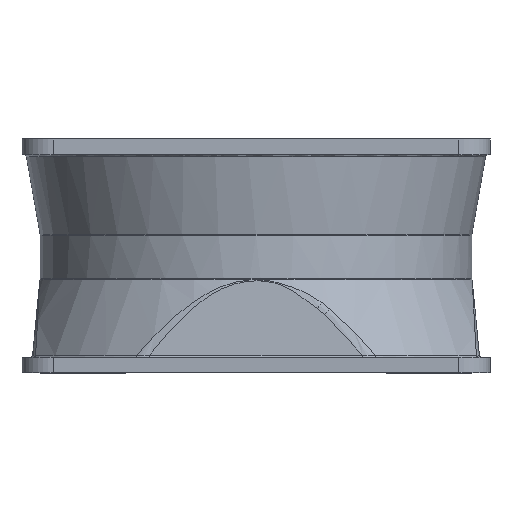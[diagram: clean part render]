
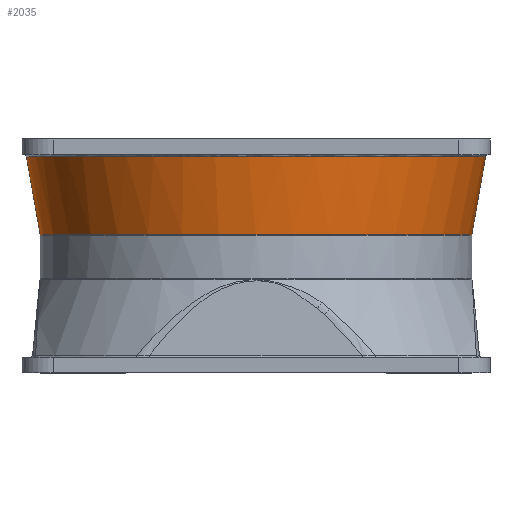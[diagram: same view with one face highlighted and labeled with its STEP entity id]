
A CAD part, front view. The second image highlights one B-rep face of the part: STEP entity #2035.
In plain terms, the highlighted free-form (B-spline) face has degree [1, 3] with [2, 4] control points.
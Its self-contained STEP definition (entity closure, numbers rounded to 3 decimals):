
#482 = EDGE_CURVE ( 'NONE', #26887, #22777, #11432, .T. ) ;
#1889 =( BOUNDED_SURFACE ( )  B_SPLINE_SURFACE ( 1, 3, ( 
 ( #25140, #33873, #4514, #19185 ),
 ( #4766, #10023, #10386, #30796 ) ),
 .UNSPECIFIED., .F., .F., .F. ) 
 B_SPLINE_SURFACE_WITH_KNOTS ( ( 2, 2 ),
 ( 4, 4 ),
 ( 0., 1. ),
 ( 0., 1. ),
 .UNSPECIFIED. ) 
 GEOMETRIC_REPRESENTATION_ITEM ( )  RATIONAL_B_SPLINE_SURFACE ( (
 ( 1., 0.333, 0.333, 1.),
 ( 1., 0.333, 0.333, 1.) ) ) 
 REPRESENTATION_ITEM ( '' )  SURFACE ( )  );
#2035 = ADVANCED_FACE ( 'NONE', ( #31629 ), #1889, .F. ) ;
#4514 = CARTESIAN_POINT ( 'NONE',  ( 83.015, -166.03, -36.914 ) ) ;
#4766 = CARTESIAN_POINT ( 'NONE',  ( -88.32, 0., -6.826 ) ) ;
#5739 = CARTESIAN_POINT ( 'NONE',  ( -83.015, 0., -36.914 ) ) ;
#5748 = DIRECTION ( 'NONE',  ( 0.174, 0., -0.985 ) ) ;
#5786 = EDGE_LOOP ( 'NONE', ( #6932, #8465, #35822, #36442 ) ) ;
#6932 = ORIENTED_EDGE ( 'NONE', *, *, #20816, .T. ) ;
#8190 = VECTOR ( 'NONE', #5748, 1000. ) ;
#8465 = ORIENTED_EDGE ( 'NONE', *, *, #482, .T. ) ;
#8688 = CARTESIAN_POINT ( 'NONE',  ( -83.015, 0., -36.914 ) ) ;
#10023 = CARTESIAN_POINT ( 'NONE',  ( -88.32, -176.641, -6.826 ) ) ;
#10386 = CARTESIAN_POINT ( 'NONE',  ( 88.32, -176.641, -6.826 ) ) ;
#11432 =( BOUNDED_CURVE ( )  B_SPLINE_CURVE ( 3, ( #34854, #11744, #20272, #20523 ),
 .UNSPECIFIED., .F., .F. ) 
 B_SPLINE_CURVE_WITH_KNOTS ( ( 4, 4 ),
 ( 0., 1. ),
 .UNSPECIFIED. ) 
 CURVE ( )  GEOMETRIC_REPRESENTATION_ITEM ( )  RATIONAL_B_SPLINE_CURVE ( ( 1., 0.333, 0.333, 1. ) ) 
 REPRESENTATION_ITEM ( '' )  );
#11744 = CARTESIAN_POINT ( 'NONE',  ( 88.32, -176.641, -6.826 ) ) ;
#15065 = DIRECTION ( 'NONE',  ( 0., 0., -1. ) ) ;
#16488 = LINE ( 'NONE', #27625, #27880 ) ;
#19185 = CARTESIAN_POINT ( 'NONE',  ( 83.015, 0., -36.914 ) ) ;
#20272 = CARTESIAN_POINT ( 'NONE',  ( -88.32, -176.641, -6.826 ) ) ;
#20523 = CARTESIAN_POINT ( 'NONE',  ( -88.32, 0., -6.826 ) ) ;
#20816 = EDGE_CURVE ( 'NONE', #20823, #26887, #16488, .T. ) ;
#20823 = VERTEX_POINT ( 'NONE', #30726 ) ;
#21361 = LINE ( 'NONE', #8688, #8190 ) ;
#22195 = CIRCLE ( 'NONE', #31659, 83.015 ) ;
#22777 = VERTEX_POINT ( 'NONE', #23928 ) ;
#23732 = CARTESIAN_POINT ( 'NONE',  ( 0., 0., -36.914 ) ) ;
#23928 = CARTESIAN_POINT ( 'NONE',  ( -88.32, 0., -6.826 ) ) ;
#25140 = CARTESIAN_POINT ( 'NONE',  ( -83.015, 0., -36.914 ) ) ;
#26887 = VERTEX_POINT ( 'NONE', #28331 ) ;
#27055 = EDGE_CURVE ( 'NONE', #22777, #29223, #21361, .T. ) ;
#27625 = CARTESIAN_POINT ( 'NONE',  ( 83.015, 0., -36.914 ) ) ;
#27754 = DIRECTION ( 'NONE',  ( 0.174, 0., 0.985 ) ) ;
#27880 = VECTOR ( 'NONE', #27754, 1000. ) ;
#28331 = CARTESIAN_POINT ( 'NONE',  ( 88.32, 0., -6.826 ) ) ;
#29223 = VERTEX_POINT ( 'NONE', #5739 ) ;
#30726 = CARTESIAN_POINT ( 'NONE',  ( 83.015, 0., -36.914 ) ) ;
#30796 = CARTESIAN_POINT ( 'NONE',  ( 88.32, 0., -6.826 ) ) ;
#31223 = EDGE_CURVE ( 'NONE', #20823, #29223, #22195, .T. ) ;
#31629 = FACE_OUTER_BOUND ( 'NONE', #5786, .T. ) ;
#31659 = AXIS2_PLACEMENT_3D ( 'NONE', #23732, #15065, #35494 ) ;
#33873 = CARTESIAN_POINT ( 'NONE',  ( -83.015, -166.03, -36.914 ) ) ;
#34854 = CARTESIAN_POINT ( 'NONE',  ( 88.32, 0., -6.826 ) ) ;
#35494 = DIRECTION ( 'NONE',  ( -1., 0., 0. ) ) ;
#35822 = ORIENTED_EDGE ( 'NONE', *, *, #27055, .T. ) ;
#36442 = ORIENTED_EDGE ( 'NONE', *, *, #31223, .F. ) ;
